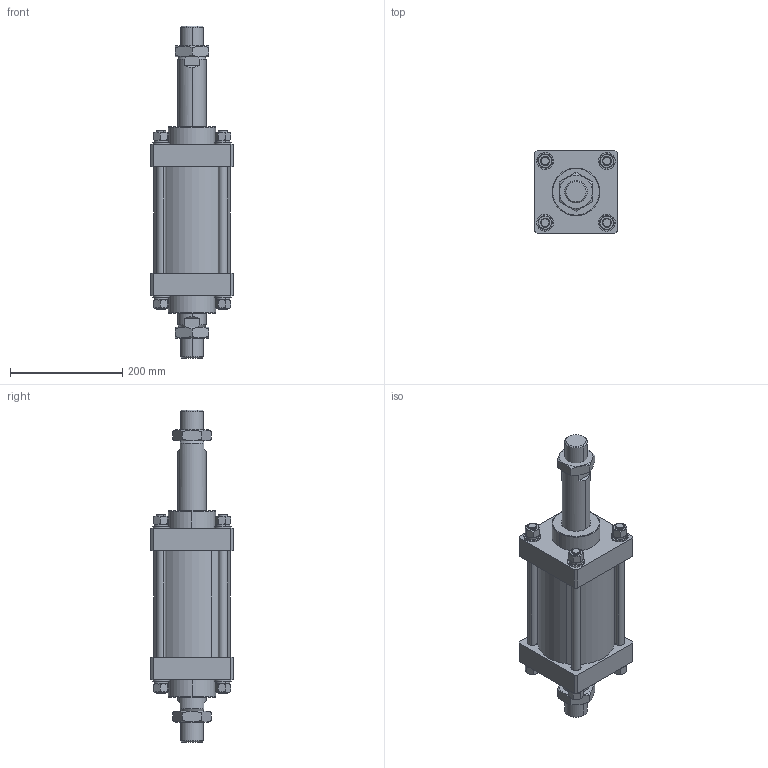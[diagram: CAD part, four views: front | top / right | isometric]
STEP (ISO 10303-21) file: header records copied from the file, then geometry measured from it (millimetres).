
FILE_DESCRIPTION (( 'STEP AP203' ), '1' );
FILE_NAME ('MOD-125-50-100.STEP', '2021-04-28T06:57:19', ( '微软用户' ), ( '微软中国' ), 'SwSTEP 2.0', 'SolidWorks 2012', '' );
FILE_SCHEMA (( 'CONFIG_CONTROL_DESIGN' ));
Length unit declared in the file: millimetre
Products named in the file (9): MOB-125-50-100掛极; MOB-125-50-100前盖; MOD-125-50-100活塞杆; MOD-125-50-100嶺裝; hex thin nuts grades ab gb_GB_FASTENER_NUT_STNABTT  B M39X3.0-N; plain washers--product grade c gb_GB_FASTENER_WASHER_SMWC 16; spring lock washers--normal type gb_GB_FASTENER_WASHER_SW 16; hex nuts 1-fine pitch-grades ab gb_GB_FASTENER_NUT_SNAB1XY M16X1.5-N; MOD-125-50-100
Assembly tree (34 placements, depth 2):
  MOD-125-50-100
    MOB-125-50-100掛极
    MOB-125-50-100前盖  x2
    MOD-125-50-100活塞杆
    MOD-125-50-100嶺裝  x4
    hex thin nuts grades ab gb_GB_FASTENER_NUT_STNABTT  B M39X3.0-N  x2
    plain washers--product grade c gb_GB_FASTENER_WASHER_SMWC 16  x8
    spring lock washers--normal type gb_GB_FASTENER_WASHER_SW 16  x8
    hex nuts 1-fine pitch-grades ab gb_GB_FASTENER_NUT_SNAB1XY M16X1.5-N  x8
Bounding box: 147 x 147 x 592 mm (x, y, z)
Volume: 4400047.1 mm3; surface area: 613005 mm2
Topology: 34 solids, 34 shells, 492 faces, 1092 edges, 680 vertices
Faces by surface type: plane 182, cylinder 166, cone 128, torus 16
Entity records: 6728 total; most frequent: CARTESIAN_POINT 1248, DIRECTION 893, ORIENTED_EDGE 730, AXIS2_PLACEMENT_3D 373, EDGE_CURVE 365, VERTEX_POINT 226, EDGE_LOOP 193, CIRCLE 172
